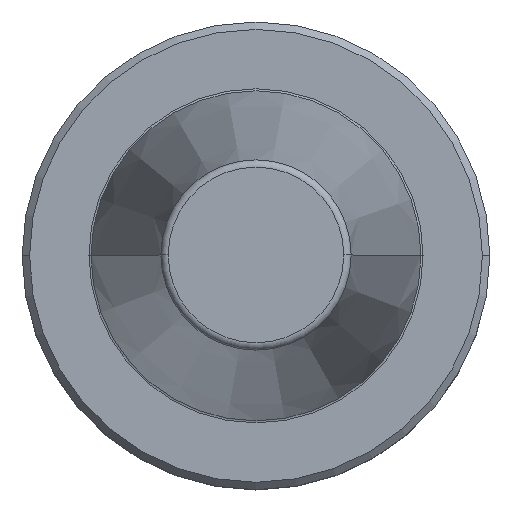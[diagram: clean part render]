
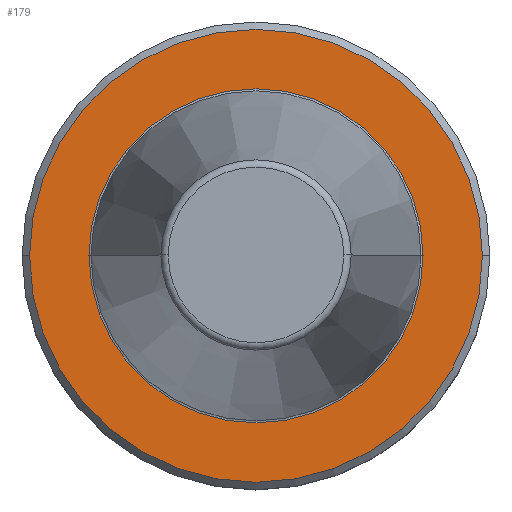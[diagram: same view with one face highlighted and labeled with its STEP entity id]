
A CAD part, top view. The second image highlights one B-rep face of the part: STEP entity #179.
In plain terms, the highlighted planar face has unit normal (0, 0, 1).
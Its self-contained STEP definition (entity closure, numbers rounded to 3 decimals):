
#3 = ORIENTED_EDGE ( 'NONE', *, *, #1109, .F. ) ;
#10 = AXIS2_PLACEMENT_3D ( 'NONE', #229, #967, #978 ) ;
#27 = CARTESIAN_POINT ( 'NONE',  ( -30.5, 0., -2. ) ) ;
#104 = DIRECTION ( 'NONE',  ( 0., 0., 1. ) ) ;
#134 = CARTESIAN_POINT ( 'NONE',  ( 0., 0., -2. ) ) ;
#153 = EDGE_CURVE ( 'NONE', #1173, #348, #961, .T. ) ;
#179 = ADVANCED_FACE ( 'NONE', ( #1063, #977 ), #1215, .F. ) ;
#190 = ORIENTED_EDGE ( 'NONE', *, *, #386, .T. ) ;
#229 = CARTESIAN_POINT ( 'NONE',  ( 0., 30.5, -2. ) ) ;
#232 = CARTESIAN_POINT ( 'NONE',  ( 22.5, 0., -2. ) ) ;
#235 = EDGE_LOOP ( 'NONE', ( #611, #3 ) ) ;
#292 = CIRCLE ( 'NONE', #392, 22.5 ) ;
#326 = ORIENTED_EDGE ( 'NONE', *, *, #153, .T. ) ;
#348 = VERTEX_POINT ( 'NONE', #709 ) ;
#380 = CARTESIAN_POINT ( 'NONE',  ( -22.5, 0., -2. ) ) ;
#386 = EDGE_CURVE ( 'NONE', #348, #1173, #502, .T. ) ;
#392 = AXIS2_PLACEMENT_3D ( 'NONE', #1153, #1252, #768 ) ;
#402 = DIRECTION ( 'NONE',  ( 0., 0., 1. ) ) ;
#429 = VERTEX_POINT ( 'NONE', #380 ) ;
#478 = DIRECTION ( 'NONE',  ( 1., 0., 0. ) ) ;
#481 = EDGE_CURVE ( 'NONE', #737, #429, #292, .T. ) ;
#502 = CIRCLE ( 'NONE', #813, 30.5 ) ;
#568 = DIRECTION ( 'NONE',  ( 0., 0., 1. ) ) ;
#611 = ORIENTED_EDGE ( 'NONE', *, *, #481, .F. ) ;
#633 = AXIS2_PLACEMENT_3D ( 'NONE', #1240, #568, #1042 ) ;
#652 = CARTESIAN_POINT ( 'NONE',  ( 0., 0., -2. ) ) ;
#672 = AXIS2_PLACEMENT_3D ( 'NONE', #652, #104, #752 ) ;
#709 = CARTESIAN_POINT ( 'NONE',  ( 30.5, 0., -2. ) ) ;
#736 = EDGE_LOOP ( 'NONE', ( #326, #190 ) ) ;
#737 = VERTEX_POINT ( 'NONE', #232 ) ;
#752 = DIRECTION ( 'NONE',  ( 1., 0., 0. ) ) ;
#768 = DIRECTION ( 'NONE',  ( 1., 0., 0. ) ) ;
#813 = AXIS2_PLACEMENT_3D ( 'NONE', #134, #402, #478 ) ;
#882 = CIRCLE ( 'NONE', #672, 22.5 ) ;
#961 = CIRCLE ( 'NONE', #633, 30.5 ) ;
#967 = DIRECTION ( 'NONE',  ( 0., 0., -1. ) ) ;
#977 = FACE_OUTER_BOUND ( 'NONE', #736, .T. ) ;
#978 = DIRECTION ( 'NONE',  ( -1., 0., 0. ) ) ;
#1042 = DIRECTION ( 'NONE',  ( 1., 0., 0. ) ) ;
#1063 = FACE_BOUND ( 'NONE', #235, .T. ) ;
#1109 = EDGE_CURVE ( 'NONE', #429, #737, #882, .T. ) ;
#1153 = CARTESIAN_POINT ( 'NONE',  ( 0., 0., -2. ) ) ;
#1173 = VERTEX_POINT ( 'NONE', #27 ) ;
#1215 = PLANE ( 'NONE',  #10 ) ;
#1240 = CARTESIAN_POINT ( 'NONE',  ( 0., 0., -2. ) ) ;
#1252 = DIRECTION ( 'NONE',  ( 0., 0., 1. ) ) ;
